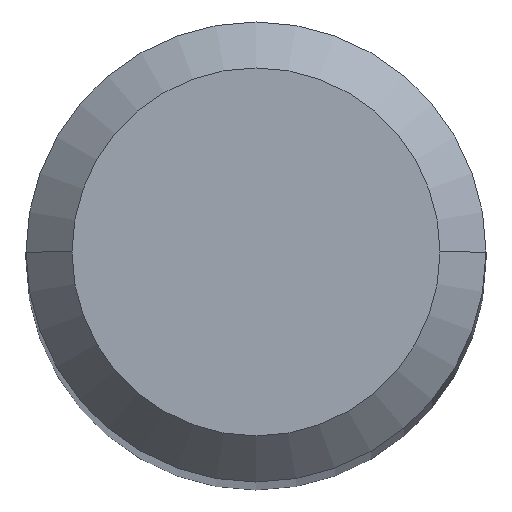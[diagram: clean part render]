
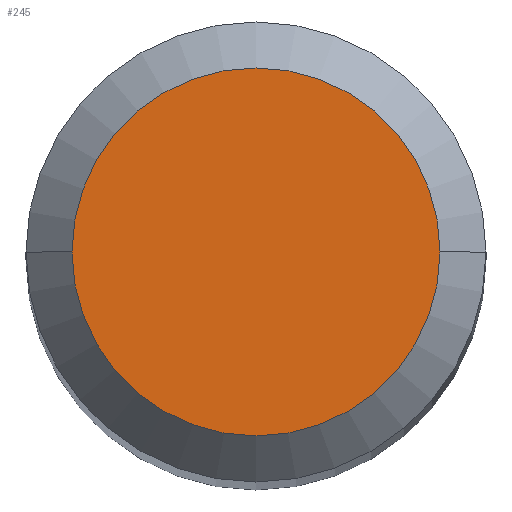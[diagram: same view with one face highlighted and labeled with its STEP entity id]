
A CAD part, top view. The second image highlights one B-rep face of the part: STEP entity #245.
In plain terms, the highlighted planar face has unit normal (0, 0, 1).
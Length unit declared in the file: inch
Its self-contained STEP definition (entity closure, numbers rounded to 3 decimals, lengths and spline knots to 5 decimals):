
#28 = CARTESIAN_POINT ( 'NONE',  ( 0., 0., 0. ) ) ;
#130 = FACE_OUTER_BOUND ( 'NONE', #236, .T. ) ;
#140 = DIRECTION ( 'NONE',  ( 1., 0., 0. ) ) ;
#142 = AXIS2_PLACEMENT_3D ( 'NONE', #366, #480, #210 ) ;
#151 = VERTEX_POINT ( 'NONE', #201 ) ;
#178 = CARTESIAN_POINT ( 'NONE',  ( -0.04724, 0., 0. ) ) ;
#179 = EDGE_CURVE ( 'NONE', #336, #151, #250, .T. ) ;
#201 = CARTESIAN_POINT ( 'NONE',  ( 0.04724, 0., 0. ) ) ;
#210 = DIRECTION ( 'NONE',  ( -1., 0., 0. ) ) ;
#236 = EDGE_LOOP ( 'NONE', ( #317, #319 ) ) ;
#245 = ADVANCED_FACE ( 'NONE', ( #130 ), #278, .F. ) ;
#250 = CIRCLE ( 'NONE', #315, 0.04724 ) ;
#252 = CIRCLE ( 'NONE', #485, 0.04724 ) ;
#266 = EDGE_CURVE ( 'NONE', #151, #336, #252, .T. ) ;
#278 = PLANE ( 'NONE',  #142 ) ;
#310 = DIRECTION ( 'NONE',  ( 1., 0., 0. ) ) ;
#313 = CARTESIAN_POINT ( 'NONE',  ( 0., 0., 0. ) ) ;
#315 = AXIS2_PLACEMENT_3D ( 'NONE', #313, #466, #310 ) ;
#317 = ORIENTED_EDGE ( 'NONE', *, *, #179, .T. ) ;
#319 = ORIENTED_EDGE ( 'NONE', *, *, #266, .T. ) ;
#336 = VERTEX_POINT ( 'NONE', #178 ) ;
#366 = CARTESIAN_POINT ( 'NONE',  ( 0., 0., 0. ) ) ;
#367 = DIRECTION ( 'NONE',  ( 0., 0., 1. ) ) ;
#466 = DIRECTION ( 'NONE',  ( 0., 0., 1. ) ) ;
#480 = DIRECTION ( 'NONE',  ( 0., 0., -1. ) ) ;
#485 = AXIS2_PLACEMENT_3D ( 'NONE', #28, #367, #140 ) ;
